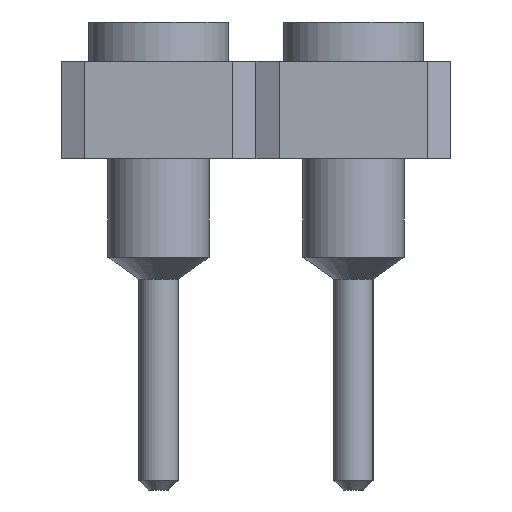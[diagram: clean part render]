
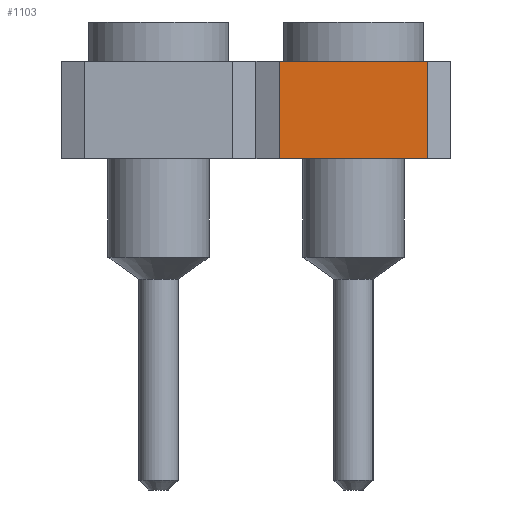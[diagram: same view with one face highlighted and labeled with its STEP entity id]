
A CAD part, left-side view. The second image highlights one B-rep face of the part: STEP entity #1103.
In plain terms, the highlighted planar face has unit normal (-1, 0, 0).
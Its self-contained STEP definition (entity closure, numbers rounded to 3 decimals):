
#1103=ADVANCED_FACE('',(#2567),#2569,.T.);
#2567=FACE_BOUND('',#2568,.T.);
#2568=EDGE_LOOP('',(#3875,#3876,#3877,#3878));
#2569=PLANE('',#2570);
#2570=AXIS2_PLACEMENT_3D('',#2571,#2572,#2573);
#2571=CARTESIAN_POINT('',(-1.385,0.97,1.57));
#2572=DIRECTION('',(-1.,0.,0.));
#2573=DIRECTION('',(0.,-1.,0.));
#3875=ORIENTED_EDGE('',*,*,#4286,.T.);
#3876=ORIENTED_EDGE('',*,*,#4565,.T.);
#3877=ORIENTED_EDGE('',*,*,#4410,.F.);
#3878=ORIENTED_EDGE('',*,*,#4566,.F.);
#4286=EDGE_CURVE('',#4782,#4780,#4783,.T.);
#4410=EDGE_CURVE('',#5023,#5025,#5026,.T.);
#4565=EDGE_CURVE('',#4780,#5025,#5284,.T.);
#4566=EDGE_CURVE('',#4782,#5023,#5285,.T.);
#4780=VERTEX_POINT('',#5657);
#4782=VERTEX_POINT('',#5661);
#4783=LINE('',#5662,#5663);
#5023=VERTEX_POINT('',#6194);
#5025=VERTEX_POINT('',#6198);
#5026=LINE('',#6199,#6200);
#5284=LINE('',#6808,#6809);
#5285=LINE('',#6811,#6812);
#5657=CARTESIAN_POINT('',(-1.385,-0.97,1.57));
#5661=CARTESIAN_POINT('',(-1.385,0.97,1.57));
#5662=CARTESIAN_POINT('',(-1.385,0.97,1.57));
#5663=VECTOR('',#5664,1.);
#5664=DIRECTION('',(0.,-1.,0.));
#6194=CARTESIAN_POINT('',(-1.385,0.97,2.84));
#6198=CARTESIAN_POINT('',(-1.385,-0.97,2.84));
#6199=CARTESIAN_POINT('',(-1.385,0.97,2.84));
#6200=VECTOR('',#6201,1.);
#6201=DIRECTION('',(0.,-1.,0.));
#6808=CARTESIAN_POINT('',(-1.385,-0.97,1.57));
#6809=VECTOR('',#6810,1.);
#6810=DIRECTION('',(0.,0.,1.));
#6811=CARTESIAN_POINT('',(-1.385,0.97,1.57));
#6812=VECTOR('',#6813,1.);
#6813=DIRECTION('',(0.,0.,1.));
